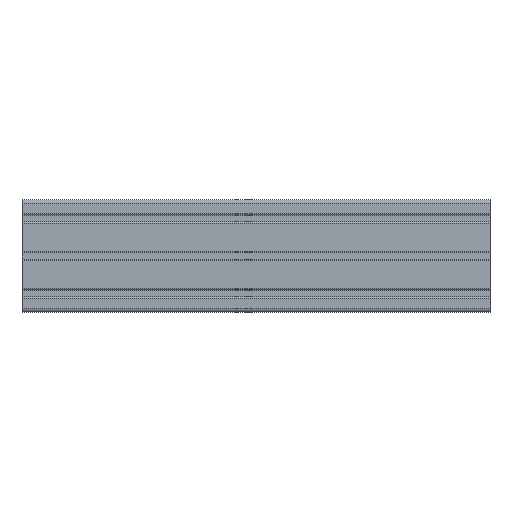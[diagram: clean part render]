
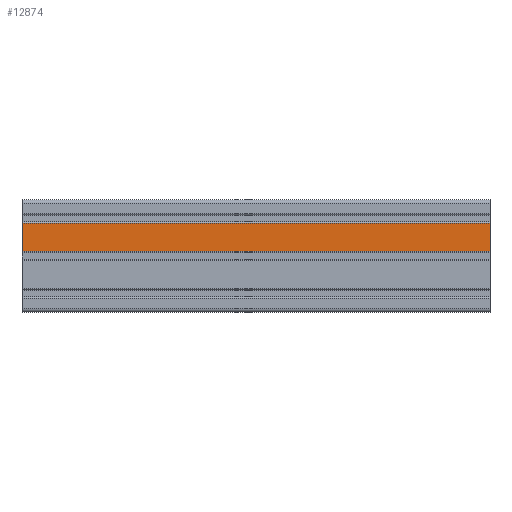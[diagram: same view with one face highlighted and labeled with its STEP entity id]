
A CAD part, front view. The second image highlights one B-rep face of the part: STEP entity #12874.
In plain terms, the highlighted planar face has unit normal (0, -1, 0).
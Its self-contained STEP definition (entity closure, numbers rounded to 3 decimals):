
#1024 = ORIENTED_EDGE ( 'NONE', *, *, #4098, .T. ) ;
#2101 = FACE_OUTER_BOUND ( 'NONE', #8754, .T. ) ;
#2186 = CARTESIAN_POINT ( 'NONE',  ( 0., -40., -1565. ) ) ;
#2457 = LINE ( 'NONE', #3524, #11013 ) ;
#3316 = CARTESIAN_POINT ( 'NONE',  ( 500., -40., -1565. ) ) ;
#3457 = VECTOR ( 'NONE', #12882, 1000. ) ;
#3524 = CARTESIAN_POINT ( 'NONE',  ( 500., -40., -1565. ) ) ;
#3549 = VERTEX_POINT ( 'NONE', #13103 ) ;
#3753 = CARTESIAN_POINT ( 'NONE',  ( 500., -40., -1565. ) ) ;
#4098 = EDGE_CURVE ( 'NONE', #3549, #11289, #14114, .T. ) ;
#4192 = VERTEX_POINT ( 'NONE', #5183 ) ;
#4443 = ORIENTED_EDGE ( 'NONE', *, *, #8068, .T. ) ;
#4600 = DIRECTION ( 'NONE',  ( 0., 1., 0. ) ) ;
#4866 = LINE ( 'NONE', #7368, #3457 ) ;
#5183 = CARTESIAN_POINT ( 'NONE',  ( 0., -40., -1595. ) ) ;
#5723 = VERTEX_POINT ( 'NONE', #6636 ) ;
#6636 = CARTESIAN_POINT ( 'NONE',  ( 500., -40., -1595. ) ) ;
#7030 = PLANE ( 'NONE',  #8623 ) ;
#7108 = EDGE_CURVE ( 'NONE', #5723, #4192, #8868, .T. ) ;
#7368 = CARTESIAN_POINT ( 'NONE',  ( 0., -40., -1565. ) ) ;
#7392 = DIRECTION ( 'NONE',  ( -1., 0., 0. ) ) ;
#7563 = VECTOR ( 'NONE', #11970, 1000. ) ;
#8068 = EDGE_CURVE ( 'NONE', #11289, #4192, #4866, .T. ) ;
#8623 = AXIS2_PLACEMENT_3D ( 'NONE', #3316, #4600, #9297 ) ;
#8754 = EDGE_LOOP ( 'NONE', ( #4443, #13043, #12309, #1024 ) ) ;
#8868 = LINE ( 'NONE', #13468, #7563 ) ;
#9297 = DIRECTION ( 'NONE',  ( 0., 0., 1. ) ) ;
#11013 = VECTOR ( 'NONE', #14395, 1000. ) ;
#11288 = VECTOR ( 'NONE', #7392, 1000. ) ;
#11289 = VERTEX_POINT ( 'NONE', #2186 ) ;
#11970 = DIRECTION ( 'NONE',  ( -1., 0., 0. ) ) ;
#12229 = EDGE_CURVE ( 'NONE', #3549, #5723, #2457, .T. ) ;
#12309 = ORIENTED_EDGE ( 'NONE', *, *, #12229, .F. ) ;
#12874 = ADVANCED_FACE ( 'NONE', ( #2101 ), #7030, .F. ) ;
#12882 = DIRECTION ( 'NONE',  ( 0., 0., -1. ) ) ;
#13043 = ORIENTED_EDGE ( 'NONE', *, *, #7108, .F. ) ;
#13103 = CARTESIAN_POINT ( 'NONE',  ( 500., -40., -1565. ) ) ;
#13468 = CARTESIAN_POINT ( 'NONE',  ( 500., -40., -1595. ) ) ;
#14114 = LINE ( 'NONE', #3753, #11288 ) ;
#14395 = DIRECTION ( 'NONE',  ( 0., 0., -1. ) ) ;
